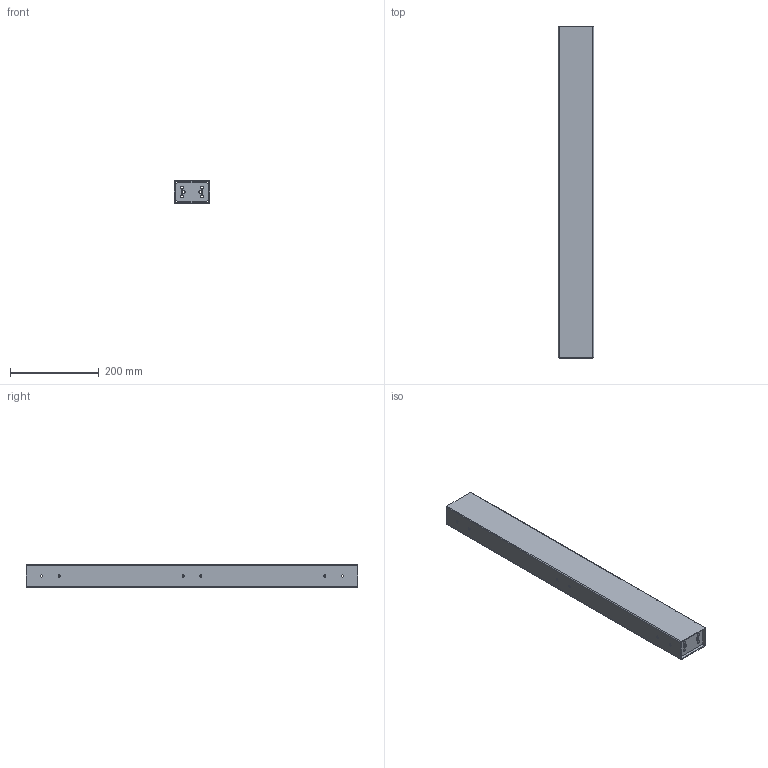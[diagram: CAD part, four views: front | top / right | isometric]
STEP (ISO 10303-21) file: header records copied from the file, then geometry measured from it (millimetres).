
FILE_DESCRIPTION(/* description */ ('Unknown'),/* implementation_level */ '2;1');
FILE_NAME(/* name */ 'a-115.00151_02',/* time_stamp */ '2020-11-03T14:52:32+01:00',/* author */ ('Unknown'),/* organization */ ('Unknown'),/* preprocessor_version */ 'ST-DEVELOPER v16.7',/* originating_system */ 'DEX',/* authorisation */ $);
FILE_SCHEMA (('AUTOMOTIVE_DESIGN {1 0 10303 214 3 1 1}'));
Length unit declared in the file: millimetre
Products named in the file (4): a-115.00151_02; 127.00366; 127.00135; 127.00039
Assembly tree (4 placements, depth 3):
  a-115.00151_02
    127.00366
      127.00135
      127.00039  x2
Bounding box: 80 x 750 x 50 mm (x, y, z)
Volume: 389228.8 mm3; surface area: 374820.8 mm2
Topology: 3 solids, 3 shells, 130 faces, 352 edges, 244 vertices
Faces by surface type: cylinder 64, plane 58, cone 8
Full cylindrical faces by diameter (mm): 4.917 x18, 6.647 x4, 6.8 x8, 9 x18
Entity records: 3923 total; most frequent: DIRECTION 562, CARTESIAN_POINT 495, ORIENTED_EDGE 424, AXIS2_PLACEMENT_3D 235, EDGE_LOOP 226, FACE_BOUND 226, EDGE_CURVE 212, VERTEX_POINT 168
